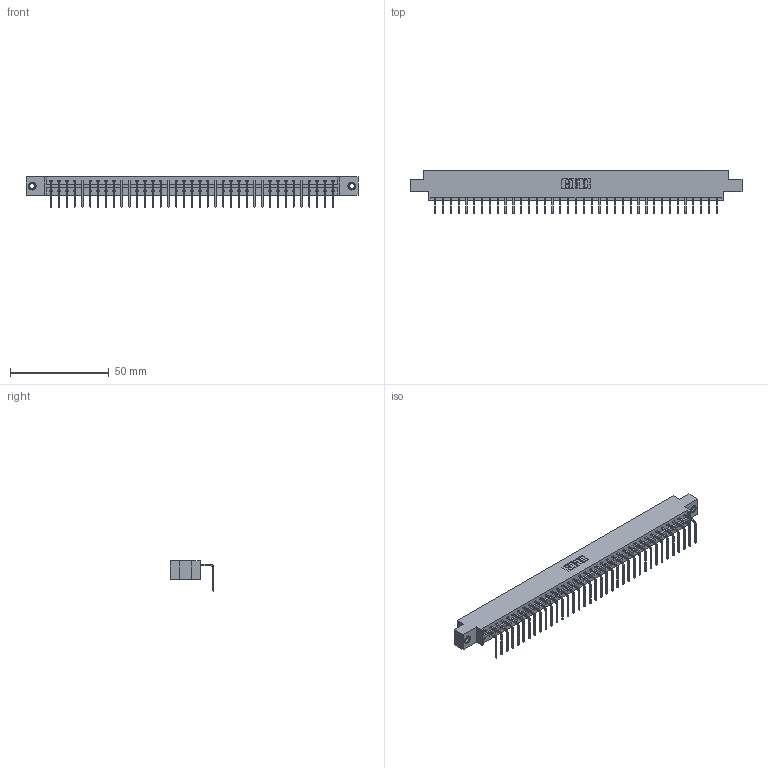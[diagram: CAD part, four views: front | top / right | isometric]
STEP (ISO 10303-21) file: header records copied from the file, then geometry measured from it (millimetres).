
FILE_DESCRIPTION (( 'STEP AP203' ), '1' );
FILE_NAME ('333-037-558-607.STEP', '2018-08-03T03:01:49', ( '' ), ( '' ), 'SwSTEP 2.0', 'SolidWorks 2016', '' );
FILE_SCHEMA (( 'CONFIG_CONTROL_DESIGN' ));
Length unit declared in the file: inch
Products named in the file (4): 333-037-558-607; 333 Part_Offset - .156 Dia - TI; 345-292-001_558 Tail - 2; 345-250-001_345-250-005-103
Assembly tree (40 placements, depth 2):
  333-037-558-607
    333 Part_Offset - .156 Dia - TI
    345-292-001_558 Tail - 2  x37
    345-250-001_345-250-005-103  x2
Bounding box: 168.15 x 22.17 x 15.37 mm (x, y, z)
Volume: 16759.4 mm3; surface area: 19092.1 mm2
Topology: 40 solids, 40 shells, 2398 faces, 7193 edges, 4738 vertices
Faces by surface type: plane 1734, cylinder 648, cone 12, torus 4
Entity records: 24668 total; most frequent: CARTESIAN_POINT 4240, ORIENTED_EDGE 4206, DIRECTION 3619, EDGE_CURVE 2103, LINE 1955, VECTOR 1955, VERTEX_POINT 1396, AXIS2_PLACEMENT_3D 832
